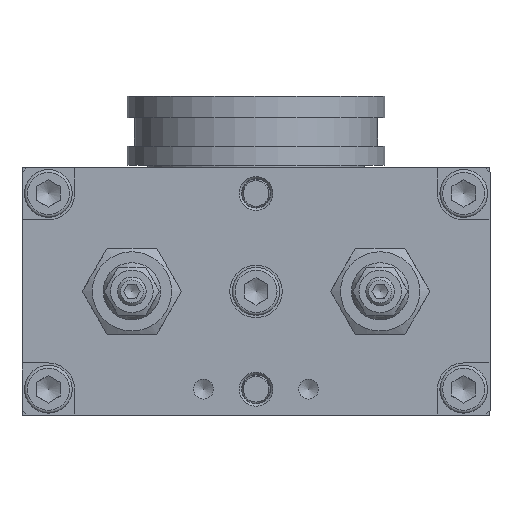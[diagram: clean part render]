
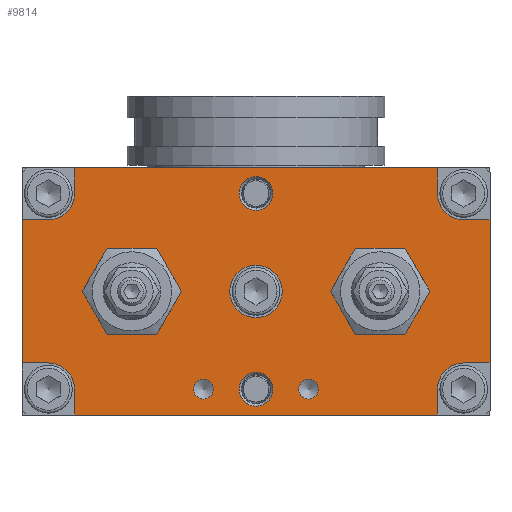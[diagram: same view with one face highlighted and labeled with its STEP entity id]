
A CAD part, left-side view. The second image highlights one B-rep face of the part: STEP entity #9814.
In plain terms, the highlighted face is planar.
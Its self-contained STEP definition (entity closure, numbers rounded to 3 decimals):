
#361=FACE_BOUND('',#1446,.T.);
#362=FACE_BOUND('',#1447,.T.);
#363=FACE_BOUND('',#1448,.T.);
#364=FACE_BOUND('',#1449,.T.);
#365=FACE_BOUND('',#1450,.T.);
#366=FACE_BOUND('',#1451,.T.);
#367=FACE_BOUND('',#1452,.T.);
#454=PLANE('',#10728);
#863=FACE_OUTER_BOUND('',#1445,.T.);
#1445=EDGE_LOOP('',(#7334,#7335,#7336,#7337,#7338,#7339,#7340,#7341,#7342,
#7343,#7344,#7345,#7346,#7347,#7348,#7349));
#1446=EDGE_LOOP('',(#7350));
#1447=EDGE_LOOP('',(#7351,#7352));
#1448=EDGE_LOOP('',(#7353,#7354));
#1449=EDGE_LOOP('',(#7355));
#1450=EDGE_LOOP('',(#7356));
#1451=EDGE_LOOP('',(#7357,#7358));
#1452=EDGE_LOOP('',(#7359));
#2274=LINE('',#14481,#3147);
#2275=LINE('',#14483,#3148);
#2276=LINE('',#14485,#3149);
#2277=LINE('',#14489,#3150);
#2278=LINE('',#14491,#3151);
#2279=LINE('',#14493,#3152);
#2280=LINE('',#14497,#3153);
#2281=LINE('',#14499,#3154);
#2282=LINE('',#14501,#3155);
#2283=LINE('',#14505,#3156);
#2284=LINE('',#14507,#3157);
#2285=LINE('',#14509,#3158);
#3147=VECTOR('',#11985,10.);
#3148=VECTOR('',#11986,10.);
#3149=VECTOR('',#11987,10.);
#3150=VECTOR('',#11990,10.);
#3151=VECTOR('',#11991,10.);
#3152=VECTOR('',#11992,10.);
#3153=VECTOR('',#11995,10.);
#3154=VECTOR('',#11996,10.);
#3155=VECTOR('',#11997,10.);
#3156=VECTOR('',#12000,10.);
#3157=VECTOR('',#12001,10.);
#3158=VECTOR('',#12002,10.);
#4037=CIRCLE('',#10727,3.55);
#4038=CIRCLE('',#10729,5.5);
#4039=CIRCLE('',#10730,5.5);
#4040=CIRCLE('',#10731,5.5);
#4041=CIRCLE('',#10732,5.5);
#4042=CIRCLE('',#10733,3.55);
#4043=CIRCLE('',#10734,2.067);
#4044=CIRCLE('',#10735,2.067);
#4045=CIRCLE('',#10736,2.067);
#4046=CIRCLE('',#10737,2.067);
#4047=CIRCLE('',#10738,5.053);
#4048=CIRCLE('',#10739,5.053);
#4049=CIRCLE('',#10740,5.5);
#4050=CIRCLE('',#10741,5.5);
#4461=VERTEX_POINT('',#14475);
#4462=VERTEX_POINT('',#14479);
#4463=VERTEX_POINT('',#14480);
#4464=VERTEX_POINT('',#14482);
#4465=VERTEX_POINT('',#14484);
#4466=VERTEX_POINT('',#14486);
#4467=VERTEX_POINT('',#14488);
#4468=VERTEX_POINT('',#14490);
#4469=VERTEX_POINT('',#14492);
#4470=VERTEX_POINT('',#14494);
#4471=VERTEX_POINT('',#14496);
#4472=VERTEX_POINT('',#14498);
#4473=VERTEX_POINT('',#14500);
#4474=VERTEX_POINT('',#14502);
#4475=VERTEX_POINT('',#14504);
#4476=VERTEX_POINT('',#14506);
#4477=VERTEX_POINT('',#14508);
#4478=VERTEX_POINT('',#14511);
#4479=VERTEX_POINT('',#14513);
#4480=VERTEX_POINT('',#14514);
#4481=VERTEX_POINT('',#14517);
#4482=VERTEX_POINT('',#14518);
#4483=VERTEX_POINT('',#14521);
#4484=VERTEX_POINT('',#14523);
#4485=VERTEX_POINT('',#14525);
#4486=VERTEX_POINT('',#14526);
#5559=EDGE_CURVE('',#4461,#4461,#4037,.T.);
#5560=EDGE_CURVE('',#4462,#4463,#2274,.T.);
#5561=EDGE_CURVE('',#4463,#4464,#2275,.T.);
#5562=EDGE_CURVE('',#4464,#4465,#2276,.T.);
#5563=EDGE_CURVE('',#4465,#4466,#4038,.T.);
#5564=EDGE_CURVE('',#4466,#4467,#2277,.T.);
#5565=EDGE_CURVE('',#4467,#4468,#2278,.T.);
#5566=EDGE_CURVE('',#4468,#4469,#2279,.T.);
#5567=EDGE_CURVE('',#4469,#4470,#4039,.T.);
#5568=EDGE_CURVE('',#4470,#4471,#2280,.T.);
#5569=EDGE_CURVE('',#4471,#4472,#2281,.T.);
#5570=EDGE_CURVE('',#4472,#4473,#2282,.T.);
#5571=EDGE_CURVE('',#4473,#4474,#4040,.T.);
#5572=EDGE_CURVE('',#4474,#4475,#2283,.T.);
#5573=EDGE_CURVE('',#4475,#4476,#2284,.T.);
#5574=EDGE_CURVE('',#4476,#4477,#2285,.T.);
#5575=EDGE_CURVE('',#4477,#4462,#4041,.T.);
#5576=EDGE_CURVE('',#4478,#4478,#4042,.T.);
#5577=EDGE_CURVE('',#4479,#4480,#4043,.T.);
#5578=EDGE_CURVE('',#4480,#4479,#4044,.T.);
#5579=EDGE_CURVE('',#4481,#4482,#4045,.T.);
#5580=EDGE_CURVE('',#4482,#4481,#4046,.T.);
#5581=EDGE_CURVE('',#4483,#4483,#4047,.T.);
#5582=EDGE_CURVE('',#4484,#4484,#4048,.T.);
#5583=EDGE_CURVE('',#4485,#4486,#4049,.T.);
#5584=EDGE_CURVE('',#4486,#4485,#4050,.T.);
#7334=ORIENTED_EDGE('',*,*,#5560,.T.);
#7335=ORIENTED_EDGE('',*,*,#5561,.T.);
#7336=ORIENTED_EDGE('',*,*,#5562,.T.);
#7337=ORIENTED_EDGE('',*,*,#5563,.T.);
#7338=ORIENTED_EDGE('',*,*,#5564,.T.);
#7339=ORIENTED_EDGE('',*,*,#5565,.T.);
#7340=ORIENTED_EDGE('',*,*,#5566,.T.);
#7341=ORIENTED_EDGE('',*,*,#5567,.T.);
#7342=ORIENTED_EDGE('',*,*,#5568,.T.);
#7343=ORIENTED_EDGE('',*,*,#5569,.T.);
#7344=ORIENTED_EDGE('',*,*,#5570,.T.);
#7345=ORIENTED_EDGE('',*,*,#5571,.T.);
#7346=ORIENTED_EDGE('',*,*,#5572,.T.);
#7347=ORIENTED_EDGE('',*,*,#5573,.T.);
#7348=ORIENTED_EDGE('',*,*,#5574,.T.);
#7349=ORIENTED_EDGE('',*,*,#5575,.T.);
#7350=ORIENTED_EDGE('',*,*,#5576,.F.);
#7351=ORIENTED_EDGE('',*,*,#5577,.T.);
#7352=ORIENTED_EDGE('',*,*,#5578,.T.);
#7353=ORIENTED_EDGE('',*,*,#5579,.T.);
#7354=ORIENTED_EDGE('',*,*,#5580,.T.);
#7355=ORIENTED_EDGE('',*,*,#5581,.T.);
#7356=ORIENTED_EDGE('',*,*,#5582,.T.);
#7357=ORIENTED_EDGE('',*,*,#5583,.T.);
#7358=ORIENTED_EDGE('',*,*,#5584,.T.);
#7359=ORIENTED_EDGE('',*,*,#5559,.F.);
#9814=ADVANCED_FACE('',(#863,#361,#362,#363,#364,#365,#366,#367),#454,.T.);
#10727=AXIS2_PLACEMENT_3D('',#14477,#11981,#11982);
#10728=AXIS2_PLACEMENT_3D('',#14478,#11983,#11984);
#10729=AXIS2_PLACEMENT_3D('',#14487,#11988,#11989);
#10730=AXIS2_PLACEMENT_3D('',#14495,#11993,#11994);
#10731=AXIS2_PLACEMENT_3D('',#14503,#11998,#11999);
#10732=AXIS2_PLACEMENT_3D('',#14510,#12003,#12004);
#10733=AXIS2_PLACEMENT_3D('',#14512,#12005,#12006);
#10734=AXIS2_PLACEMENT_3D('',#14515,#12007,#12008);
#10735=AXIS2_PLACEMENT_3D('',#14516,#12009,#12010);
#10736=AXIS2_PLACEMENT_3D('',#14519,#12011,#12012);
#10737=AXIS2_PLACEMENT_3D('',#14520,#12013,#12014);
#10738=AXIS2_PLACEMENT_3D('',#14522,#12015,#12016);
#10739=AXIS2_PLACEMENT_3D('',#14524,#12017,#12018);
#10740=AXIS2_PLACEMENT_3D('',#14527,#12019,#12020);
#10741=AXIS2_PLACEMENT_3D('',#14528,#12021,#12022);
#11981=DIRECTION('center_axis',(0.,0.,1.));
#11982=DIRECTION('ref_axis',(-1.,0.,0.));
#11983=DIRECTION('center_axis',(0.,0.,1.));
#11984=DIRECTION('ref_axis',(1.,0.,0.));
#11985=DIRECTION('',(1.,0.,0.));
#11986=DIRECTION('',(0.,1.,0.));
#11987=DIRECTION('',(-1.,0.,0.));
#11988=DIRECTION('center_axis',(0.,0.,-1.));
#11989=DIRECTION('ref_axis',(-1.,0.,0.));
#11990=DIRECTION('',(0.,1.,0.));
#11991=DIRECTION('',(-1.,0.,0.));
#11992=DIRECTION('',(0.,-1.,0.));
#11993=DIRECTION('center_axis',(0.,0.,-1.));
#11994=DIRECTION('ref_axis',(0.,-1.,0.));
#11995=DIRECTION('',(-1.,0.,0.));
#11996=DIRECTION('',(0.,-1.,0.));
#11997=DIRECTION('',(1.,0.,0.));
#11998=DIRECTION('center_axis',(0.,0.,-1.));
#11999=DIRECTION('ref_axis',(1.,0.,0.));
#12000=DIRECTION('',(0.,-1.,0.));
#12001=DIRECTION('',(1.,0.,0.));
#12002=DIRECTION('',(0.,1.,0.));
#12003=DIRECTION('center_axis',(0.,0.,-1.));
#12004=DIRECTION('ref_axis',(0.,1.,0.));
#12005=DIRECTION('center_axis',(0.,0.,1.));
#12006=DIRECTION('ref_axis',(-1.,0.,0.));
#12007=DIRECTION('center_axis',(0.,0.,-1.));
#12008=DIRECTION('ref_axis',(1.,0.,0.));
#12009=DIRECTION('center_axis',(0.,0.,-1.));
#12010=DIRECTION('ref_axis',(1.,0.,0.));
#12011=DIRECTION('center_axis',(0.,0.,-1.));
#12012=DIRECTION('ref_axis',(1.,0.,0.));
#12013=DIRECTION('center_axis',(0.,0.,-1.));
#12014=DIRECTION('ref_axis',(1.,0.,0.));
#12015=DIRECTION('center_axis',(0.,0.,-1.));
#12016=DIRECTION('ref_axis',(-1.,0.,0.));
#12017=DIRECTION('center_axis',(0.,0.,-1.));
#12018=DIRECTION('ref_axis',(-1.,0.,0.));
#12019=DIRECTION('center_axis',(0.,0.,-1.));
#12020=DIRECTION('ref_axis',(1.,0.,0.));
#12021=DIRECTION('center_axis',(0.,0.,-1.));
#12022=DIRECTION('ref_axis',(1.,0.,0.));
#14475=CARTESIAN_POINT('',(24.05,0.,17.5));
#14477=CARTESIAN_POINT('Origin',(20.5,0.,17.5));
#14478=CARTESIAN_POINT('Origin',(0.,0.,17.5));
#14479=CARTESIAN_POINT('',(20.5,-38.,17.5));
#14480=CARTESIAN_POINT('',(25.9,-38.,17.5));
#14481=CARTESIAN_POINT('',(10.25,-38.,17.5));
#14482=CARTESIAN_POINT('',(25.9,38.,17.5));
#14483=CARTESIAN_POINT('',(25.9,-49.,17.5));
#14484=CARTESIAN_POINT('',(20.5,38.,17.5));
#14485=CARTESIAN_POINT('',(13.596,38.,17.5));
#14486=CARTESIAN_POINT('',(15.,43.5,17.5));
#14487=CARTESIAN_POINT('Origin',(20.5,43.5,17.5));
#14488=CARTESIAN_POINT('',(15.,49.,17.5));
#14489=CARTESIAN_POINT('',(15.,21.75,17.5));
#14490=CARTESIAN_POINT('',(-15.,49.,17.5));
#14491=CARTESIAN_POINT('',(25.9,49.,17.5));
#14492=CARTESIAN_POINT('',(-15.,43.5,17.5));
#14493=CARTESIAN_POINT('',(-15.,25.517,17.5));
#14494=CARTESIAN_POINT('',(-20.5,38.,17.5));
#14495=CARTESIAN_POINT('Origin',(-20.5,43.5,17.5));
#14496=CARTESIAN_POINT('',(-25.9,38.,17.5));
#14497=CARTESIAN_POINT('',(-10.25,38.,17.5));
#14498=CARTESIAN_POINT('',(-25.9,-38.,17.5));
#14499=CARTESIAN_POINT('',(-25.9,49.,17.5));
#14500=CARTESIAN_POINT('',(-20.5,-38.,17.5));
#14501=CARTESIAN_POINT('',(-13.596,-38.,17.5));
#14502=CARTESIAN_POINT('',(-15.,-43.5,17.5));
#14503=CARTESIAN_POINT('Origin',(-20.5,-43.5,17.5));
#14504=CARTESIAN_POINT('',(-15.,-49.,17.5));
#14505=CARTESIAN_POINT('',(-15.,-21.75,17.5));
#14506=CARTESIAN_POINT('',(15.,-49.,17.5));
#14507=CARTESIAN_POINT('',(-25.9,-49.,17.5));
#14508=CARTESIAN_POINT('',(15.,-43.5,17.5));
#14509=CARTESIAN_POINT('',(15.,-25.517,17.5));
#14510=CARTESIAN_POINT('Origin',(20.5,-43.5,17.5));
#14511=CARTESIAN_POINT('',(-16.95,0.,17.5));
#14512=CARTESIAN_POINT('Origin',(-20.5,0.,17.5));
#14513=CARTESIAN_POINT('',(-18.433,11.,17.5));
#14514=CARTESIAN_POINT('',(-22.567,11.,17.5));
#14515=CARTESIAN_POINT('Origin',(-20.5,11.,17.5));
#14516=CARTESIAN_POINT('Origin',(-20.5,11.,17.5));
#14517=CARTESIAN_POINT('',(-18.433,-11.,17.5));
#14518=CARTESIAN_POINT('',(-22.567,-11.,17.5));
#14519=CARTESIAN_POINT('Origin',(-20.5,-11.,17.5));
#14520=CARTESIAN_POINT('Origin',(-20.5,-11.,17.5));
#14521=CARTESIAN_POINT('',(5.053,26.,17.5));
#14522=CARTESIAN_POINT('Origin',(0.,26.,17.5));
#14523=CARTESIAN_POINT('',(5.053,-26.,17.5));
#14524=CARTESIAN_POINT('Origin',(0.,-26.,17.5));
#14525=CARTESIAN_POINT('',(5.5,0.,17.5));
#14526=CARTESIAN_POINT('',(-5.5,0.,17.5));
#14527=CARTESIAN_POINT('Origin',(0.,0.,17.5));
#14528=CARTESIAN_POINT('Origin',(0.,0.,17.5));
